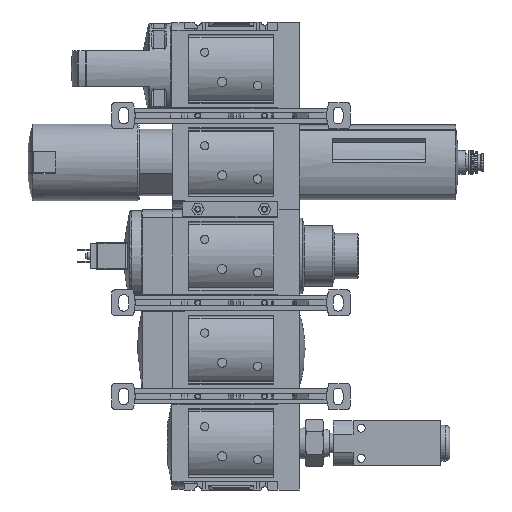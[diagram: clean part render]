
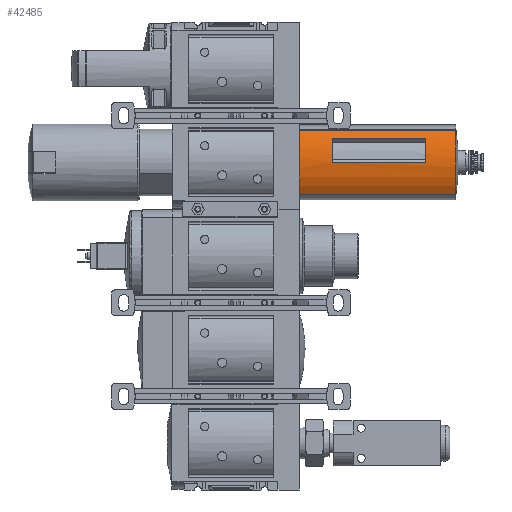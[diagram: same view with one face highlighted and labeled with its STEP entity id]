
A CAD part, left-side view. The second image highlights one B-rep face of the part: STEP entity #42485.
In plain terms, the highlighted cylindrical face has radius 40 mm (diameter 80 mm), a partial arc.
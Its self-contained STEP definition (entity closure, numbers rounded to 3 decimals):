
#2480=LINE('',#58397,#5939);
#2481=LINE('',#58402,#5940);
#2482=LINE('',#58405,#5941);
#2483=LINE('',#58406,#5942);
#5939=VECTOR('',#48738,1000.);
#5940=VECTOR('',#48741,1000.);
#5941=VECTOR('',#48744,1000.);
#5942=VECTOR('',#48745,1000.);
#8755=CIRCLE('',#44523,40.);
#8757=CIRCLE('',#44526,40.);
#8764=CIRCLE('',#44539,40.);
#8765=CIRCLE('',#44540,40.);
#11448=ORIENTED_EDGE('',*,*,#19884,.T.);
#11449=ORIENTED_EDGE('',*,*,#19885,.T.);
#11450=ORIENTED_EDGE('',*,*,#19886,.F.);
#11451=ORIENTED_EDGE('',*,*,#19887,.F.);
#11452=ORIENTED_EDGE('',*,*,#19852,.F.);
#11453=ORIENTED_EDGE('',*,*,#19888,.F.);
#11454=ORIENTED_EDGE('',*,*,#19857,.T.);
#11455=ORIENTED_EDGE('',*,*,#19889,.F.);
#19852=EDGE_CURVE('',#24207,#24208,#8755,.T.);
#19857=EDGE_CURVE('',#24213,#24212,#8757,.T.);
#19884=EDGE_CURVE('',#24235,#24236,#2480,.T.);
#19885=EDGE_CURVE('',#24236,#24237,#8764,.T.);
#19886=EDGE_CURVE('',#24238,#24237,#2481,.T.);
#19887=EDGE_CURVE('',#24235,#24238,#8765,.T.);
#19888=EDGE_CURVE('',#24213,#24207,#2482,.F.);
#19889=EDGE_CURVE('',#24208,#24212,#2483,.T.);
#24207=VERTEX_POINT('',#58318);
#24208=VERTEX_POINT('',#58320);
#24212=VERTEX_POINT('',#58329);
#24213=VERTEX_POINT('',#58331);
#24235=VERTEX_POINT('',#58398);
#24236=VERTEX_POINT('',#58399);
#24237=VERTEX_POINT('',#58401);
#24238=VERTEX_POINT('',#58403);
#27260=EDGE_LOOP('',(#11448,#11449,#11450,#11451));
#27261=EDGE_LOOP('',(#11452,#11453,#11454,#11455));
#29428=FACE_BOUND('',#27260,.T.);
#29429=FACE_BOUND('',#27261,.T.);
#31281=CYLINDRICAL_SURFACE('',#44538,40.);
#42485=ADVANCED_FACE('',(#29428,#29429),#31281,.T.);
#44523=AXIS2_PLACEMENT_3D('',#58319,#48687,#48688);
#44526=AXIS2_PLACEMENT_3D('',#58330,#48696,#48697);
#44538=AXIS2_PLACEMENT_3D('',#58396,#48736,#48737);
#44539=AXIS2_PLACEMENT_3D('',#58400,#48739,#48740);
#44540=AXIS2_PLACEMENT_3D('',#58404,#48742,#48743);
#48687=DIRECTION('',(0.,-1.,0.));
#48688=DIRECTION('',(0.,0.,-1.));
#48696=DIRECTION('',(0.,-1.,0.));
#48697=DIRECTION('',(0.,0.,-1.));
#48736=DIRECTION('',(0.,-1.,0.));
#48737=DIRECTION('',(0.,0.,-1.));
#48738=DIRECTION('',(0.,-1.,0.));
#48739=DIRECTION('',(0.,1.,0.));
#48740=DIRECTION('',(0.,0.,1.));
#48741=DIRECTION('',(0.,-1.,0.));
#48742=DIRECTION('',(0.,1.,0.));
#48743=DIRECTION('',(1.,0.,0.));
#48744=DIRECTION('',(0.,-1.,0.));
#48745=DIRECTION('',(0.,-1.,0.));
#58318=CARTESIAN_POINT('',(-24.602,-67.,16.134));
#58319=CARTESIAN_POINT('',(12.,-67.,0.));
#58320=CARTESIAN_POINT('',(-28.,-67.,0.));
#58329=CARTESIAN_POINT('',(-28.,-129.,0.));
#58330=CARTESIAN_POINT('',(12.,-129.,0.));
#58331=CARTESIAN_POINT('',(-24.602,-129.,16.134));
#58396=CARTESIAN_POINT('',(12.,-45.5,0.));
#58397=CARTESIAN_POINT('',(-21.879,-45.5,-21.266));
#58398=CARTESIAN_POINT('',(-21.879,-45.5,-21.266));
#58399=CARTESIAN_POINT('',(-21.879,-148.89,-21.266));
#58400=CARTESIAN_POINT('',(12.,-148.89,0.));
#58401=CARTESIAN_POINT('',(-21.879,-148.89,21.266));
#58402=CARTESIAN_POINT('',(-21.879,-45.5,21.266));
#58403=CARTESIAN_POINT('',(-21.879,-45.5,21.266));
#58404=CARTESIAN_POINT('',(12.,-45.5,0.));
#58405=CARTESIAN_POINT('',(-24.602,-45.5,16.134));
#58406=CARTESIAN_POINT('',(-28.,-45.5,0.));
